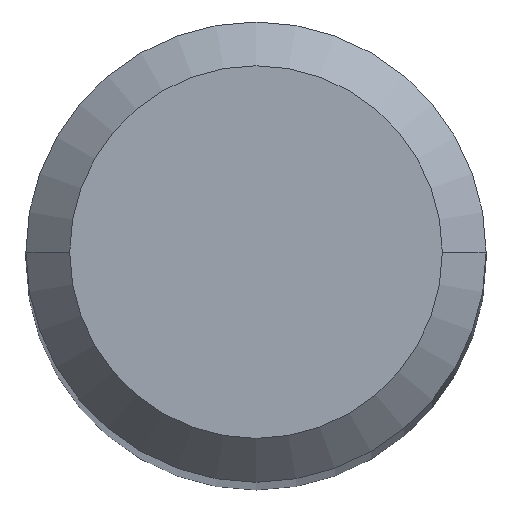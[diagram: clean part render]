
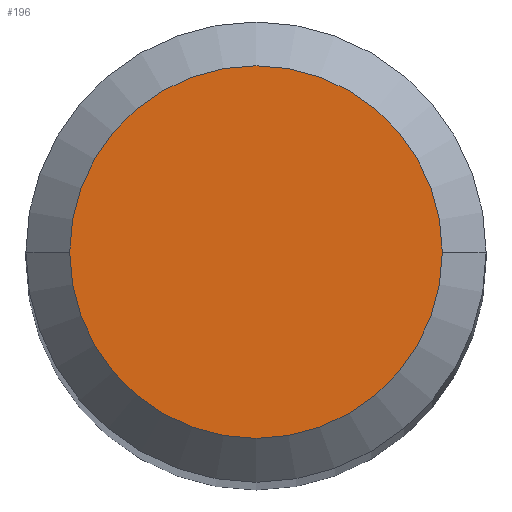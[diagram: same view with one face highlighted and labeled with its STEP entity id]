
A CAD part, top view. The second image highlights one B-rep face of the part: STEP entity #196.
In plain terms, the highlighted planar face has unit normal (0, 0, 1).
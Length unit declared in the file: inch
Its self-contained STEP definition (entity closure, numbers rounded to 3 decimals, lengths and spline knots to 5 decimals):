
#10 = VERTEX_POINT ( 'NONE', #117 ) ;
#29 = DIRECTION ( 'NONE',  ( 0., 0., 1. ) ) ;
#53 = AXIS2_PLACEMENT_3D ( 'NONE', #221, #29, #73 ) ;
#73 = DIRECTION ( 'NONE',  ( 1., 0., 0. ) ) ;
#79 = AXIS2_PLACEMENT_3D ( 'NONE', #120, #219, #288 ) ;
#98 = CARTESIAN_POINT ( 'NONE',  ( 0., 0., 1.9685 ) ) ;
#103 = ORIENTED_EDGE ( 'NONE', *, *, #168, .T. ) ;
#112 = VERTEX_POINT ( 'NONE', #154 ) ;
#117 = CARTESIAN_POINT ( 'NONE',  ( 0.06374, 0., 1.9685 ) ) ;
#120 = CARTESIAN_POINT ( 'NONE',  ( 0., 0., 1.9685 ) ) ;
#124 = AXIS2_PLACEMENT_3D ( 'NONE', #98, #167, #146 ) ;
#141 = FACE_OUTER_BOUND ( 'NONE', #160, .T. ) ;
#144 = CIRCLE ( 'NONE', #53, 0.06374 ) ;
#146 = DIRECTION ( 'NONE',  ( 1., 0., 0. ) ) ;
#153 = CIRCLE ( 'NONE', #79, 0.06374 ) ;
#154 = CARTESIAN_POINT ( 'NONE',  ( -0.06374, 0., 1.9685 ) ) ;
#160 = EDGE_LOOP ( 'NONE', ( #256, #103 ) ) ;
#167 = DIRECTION ( 'NONE',  ( 0., 0., 1. ) ) ;
#168 = EDGE_CURVE ( 'NONE', #10, #112, #144, .T. ) ;
#196 = ADVANCED_FACE ( 'NONE', ( #141 ), #241, .T. ) ;
#218 = EDGE_CURVE ( 'NONE', #112, #10, #153, .T. ) ;
#219 = DIRECTION ( 'NONE',  ( 0., 0., 1. ) ) ;
#221 = CARTESIAN_POINT ( 'NONE',  ( 0., 0., 1.9685 ) ) ;
#241 = PLANE ( 'NONE',  #124 ) ;
#256 = ORIENTED_EDGE ( 'NONE', *, *, #218, .T. ) ;
#288 = DIRECTION ( 'NONE',  ( 1., 0., 0. ) ) ;
